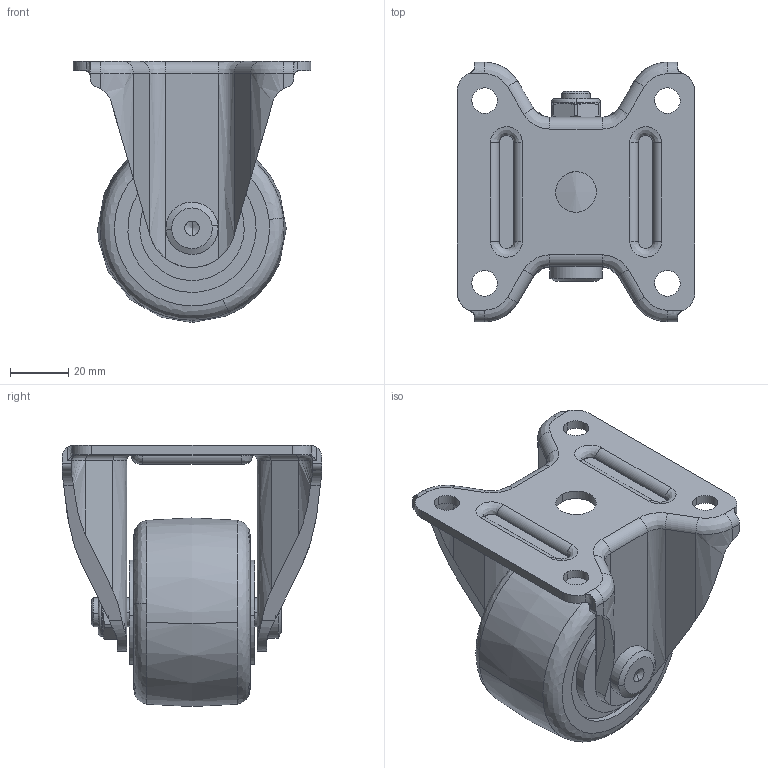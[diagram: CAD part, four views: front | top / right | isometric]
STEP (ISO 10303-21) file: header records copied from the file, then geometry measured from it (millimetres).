
FILE_DESCRIPTION((''),'2;1');
FILE_NAME('','2005-12-15T17:35:26',(''),(''),'','CADfix','');
FILE_SCHEMA(('AUTOMOTIVE_DESIGN'));
Length unit declared in the file: millimetre
Products named in the file (4): wheel; body; axle; No_540SR_NRB65_1226_36
Assembly tree (3 placements, depth 2):
  No_540SR_NRB65_1226_36
    wheel
    body
    axle
Bounding box: 82 x 89.5 x 90 mm (x, y, z)
Volume: 172079.7 mm3; surface area: 47109.3 mm2
Topology: 3 solids, 3 shells, 245 faces, 691 edges, 462 vertices
Faces by surface type: bspline 245
Entity records: 8865 total; most frequent: CARTESIAN_POINT 5059, ORIENTED_EDGE 1378, EDGE_CURVE 689, VERTEX_POINT 462, EDGE_LOOP 273, QUASI_UNIFORM_CURVE 259, FACE_OUTER_BOUND 245, ADVANCED_FACE 245
